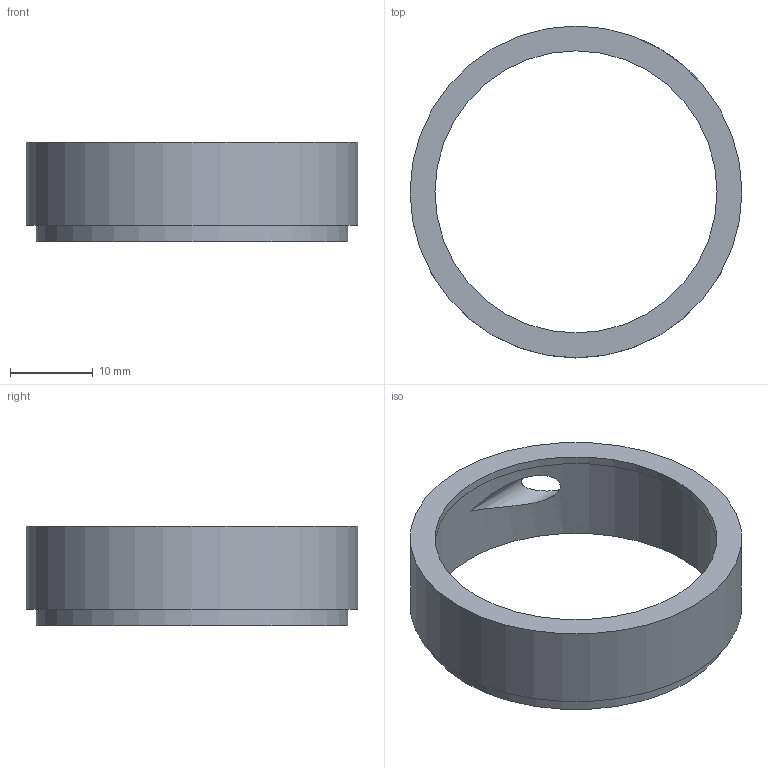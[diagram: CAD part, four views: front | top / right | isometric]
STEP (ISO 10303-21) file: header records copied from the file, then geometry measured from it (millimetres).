
FILE_DESCRIPTION(/* description */ (''),/* implementation_level */ '2;1');
FILE_NAME(/* name */ 'SpoolCover.step',/* time_stamp */ '2022-12-05T02:09:14-05:00',/* author */ (''),/* organization */ (''),/* preprocessor_version */ 'ST-DEVELOPER v19.2',/* originating_system */ 'Autodesk Translation Framework v11.17.0.187',/* authorisation */ '');
FILE_SCHEMA (('AUTOMOTIVE_DESIGN { 1 0 10303 214 3 1 1 }'));
Length unit declared in the file: millimetre
Products named in the file (1): Spool Cover
Bounding box: 40 x 40 x 12 mm (x, y, z)
Volume: 2632.3 mm3; surface area: 3542.4 mm2
Topology: 1 solids, 1 shells, 9 faces, 18 edges, 13 vertices
Faces by surface type: cylinder 5, plane 4
Full cylindrical faces by diameter (mm): 4 x1, 34 x1, 36 x1, 37.6 x1, 40 x1
Entity records: 352 total; most frequent: CARTESIAN_POINT 118, DIRECTION 41, ORIENTED_EDGE 36, EDGE_CURVE 18, AXIS2_PLACEMENT_3D 18, EDGE_LOOP 15, VERTEX_POINT 13, FACE_OUTER_BOUND 9
